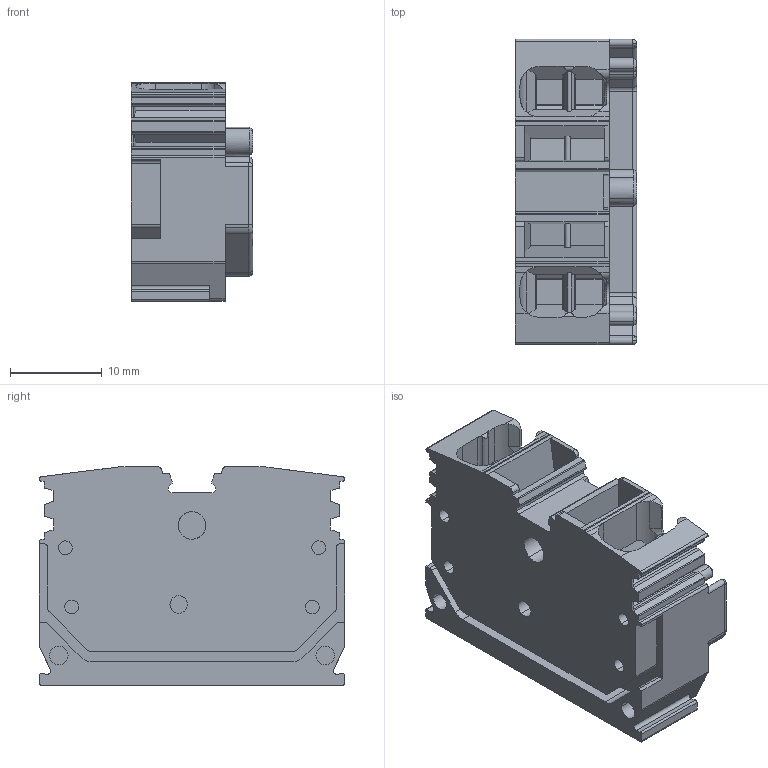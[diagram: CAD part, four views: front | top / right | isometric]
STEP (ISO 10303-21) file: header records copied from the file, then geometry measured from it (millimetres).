
FILE_DESCRIPTION(('CATIA V5 STEP','CAx-IF Rec.Pracs.--- Model Styling and Organization---1.4--- 2014-01-23'),'2;1');
FILE_NAME ('019076-2_0', '2021-06-02T14:18:55+00:00', ('none'), ('Weidmueller'), 'CATIA Version 5-6 Release 2016 SP3 HF44', 'CATIA V5 STEP AP214', 'none');
FILE_SCHEMA(('AUTOMOTIVE_DESIGN { 1 0 10303 214 1 1 1 1 }'));
Length unit declared in the file: millimetre
Products named in the file (1): 1704560000
Bounding box: 13.2 x 33.2 x 23.8 mm (x, y, z)
Volume: 6305.1 mm3; surface area: 4467 mm2
Topology: 1 solids, 1 shells, 379 faces, 1042 edges, 677 vertices
Faces by surface type: plane 217, cylinder 136, cone 14, torus 8, sphere 4
Entity records: 12308 total; most frequent: CARTESIAN_POINT 3174, ORIENTED_EDGE 2076, DIRECTION 1550, EDGE_CURVE 1038, VECTOR 718, LINE 718, VERTEX_POINT 677, AXIS2_PLACEMENT_3D 519
